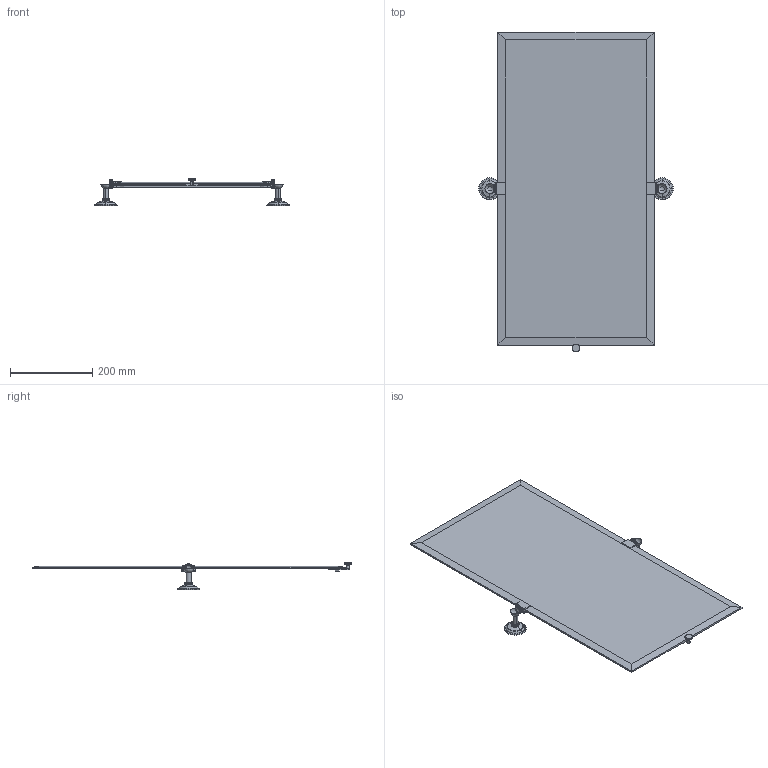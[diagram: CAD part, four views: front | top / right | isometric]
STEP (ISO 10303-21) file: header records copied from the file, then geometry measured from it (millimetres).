
FILE_DESCRIPTION((''),'2;1');
FILE_NAME('2641_SW0001','2021-06-22T09:53:18',('jinson.thomas'),(''),'CREO PARAMETRIC BY PTC INC, 2018400','CREO PARAMETRIC BY PTC INC, 2018400','');
FILE_SCHEMA(('CONFIG_CONTROL_DESIGN'));
Products named in the file (1): 2641_SW0001
Bounding box: 473.1 x 778.46 x 67.11 mm (x, y, z)
Volume: 1774293.6 mm3; surface area: 624318.5 mm2
Topology: 3 solids, 11 shells, 1628 faces, 3243 edges, 1823 vertices
Faces by surface type: plane 1164, torus 206, bspline 152, cylinder 90, sphere 12, cone 4
Entity records: 52334 total; most frequent: CARTESIAN_POINT 22039, ORIENTED_EDGE 6470, DIRECTION 5288, EDGE_CURVE 3235, AXIS2_PLACEMENT_3D 1904, EDGE_LOOP 1842, VERTEX_POINT 1823, FACE_OUTER_BOUND 1628
